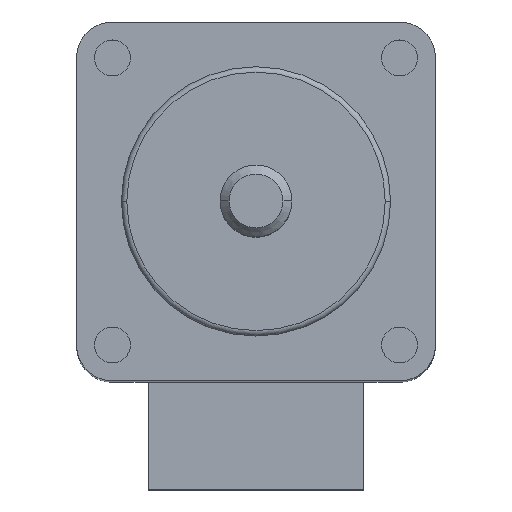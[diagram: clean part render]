
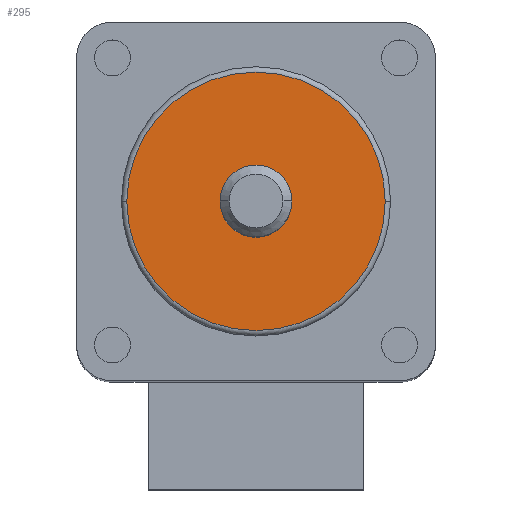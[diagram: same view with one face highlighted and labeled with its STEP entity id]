
A CAD part, top view. The second image highlights one B-rep face of the part: STEP entity #295.
In plain terms, the highlighted planar face has unit normal (0, 0, 1).
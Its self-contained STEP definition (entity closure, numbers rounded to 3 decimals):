
#49 = CIRCLE ( 'NONE', #50, 7.2 ) ;
#50 = AXIS2_PLACEMENT_3D ( 'NONE', #758, #759, #760 ) ;
#57 = AXIS2_PLACEMENT_3D ( 'NONE', #794, #795, #796 ) ;
#62 = CIRCLE ( 'NONE', #57, 2. ) ;
#142 = CARTESIAN_POINT ( 'NONE',  ( -7.2, 0., 48.5 ) ) ;
#144 = CARTESIAN_POINT ( 'NONE',  ( 7.2, 0., 48.5 ) ) ;
#166 = CARTESIAN_POINT ( 'NONE',  ( -2., 0., 48.5 ) ) ;
#169 = CARTESIAN_POINT ( 'NONE',  ( 2., 0., 48.5 ) ) ;
#259 = EDGE_CURVE ( 'NONE', #555, #554, #49, .T. ) ;
#274 = EDGE_CURVE ( 'NONE', #561, #560, #62, .T. ) ;
#295 = ADVANCED_FACE ( 'NONE', ( #644, #645 ), #851, .T. ) ;
#305 = EDGE_CURVE ( 'NONE', #554, #555, #1148, .T. ) ;
#306 = EDGE_CURVE ( 'NONE', #560, #561, #1155, .T. ) ;
#411 = ORIENTED_EDGE ( 'NONE', *, *, #259, .T. ) ;
#414 = ORIENTED_EDGE ( 'NONE', *, *, #305, .T. ) ;
#415 = ORIENTED_EDGE ( 'NONE', *, *, #306, .T. ) ;
#416 = ORIENTED_EDGE ( 'NONE', *, *, #274, .T. ) ;
#554 = VERTEX_POINT ( 'NONE', #142 ) ;
#555 = VERTEX_POINT ( 'NONE', #144 ) ;
#560 = VERTEX_POINT ( 'NONE', #169 ) ;
#561 = VERTEX_POINT ( 'NONE', #166 ) ;
#644 = FACE_OUTER_BOUND ( 'NONE', #1053, .T. ) ;
#645 = FACE_BOUND ( 'NONE', #1049, .T. ) ;
#758 = CARTESIAN_POINT ( 'NONE',  ( 0., 0., 48.5 ) ) ;
#759 = DIRECTION ( 'NONE',  ( 0., 0., 1. ) ) ;
#760 = DIRECTION ( 'NONE',  ( 1., 0., 0. ) ) ;
#794 = CARTESIAN_POINT ( 'NONE',  ( 0., 0., 48.5 ) ) ;
#795 = DIRECTION ( 'NONE',  ( 0., 0., -1. ) ) ;
#796 = DIRECTION ( 'NONE',  ( 1., 0., 0. ) ) ;
#851 = PLANE ( 'NONE',  #1157 ) ;
#852 = CARTESIAN_POINT ( 'NONE',  ( 0., 0., 48.5 ) ) ;
#853 = DIRECTION ( 'NONE',  ( 0., 0., 1. ) ) ;
#854 = DIRECTION ( 'NONE',  ( 1., 0., 0. ) ) ;
#881 = CARTESIAN_POINT ( 'NONE',  ( 0., 0., 48.5 ) ) ;
#882 = DIRECTION ( 'NONE',  ( 0., 0., 1. ) ) ;
#883 = DIRECTION ( 'NONE',  ( 1., 0., 0. ) ) ;
#884 = CARTESIAN_POINT ( 'NONE',  ( 0., 0., 48.5 ) ) ;
#885 = DIRECTION ( 'NONE',  ( 0., 0., -1. ) ) ;
#886 = DIRECTION ( 'NONE',  ( 1., 0., 0. ) ) ;
#1049 = EDGE_LOOP ( 'NONE', ( #416, #415 ) ) ;
#1053 = EDGE_LOOP ( 'NONE', ( #411, #414 ) ) ;
#1144 = AXIS2_PLACEMENT_3D ( 'NONE', #884, #885, #886 ) ;
#1146 = AXIS2_PLACEMENT_3D ( 'NONE', #881, #882, #883 ) ;
#1148 = CIRCLE ( 'NONE', #1146, 7.2 ) ;
#1155 = CIRCLE ( 'NONE', #1144, 2. ) ;
#1157 = AXIS2_PLACEMENT_3D ( 'NONE', #852, #853, #854 ) ;
